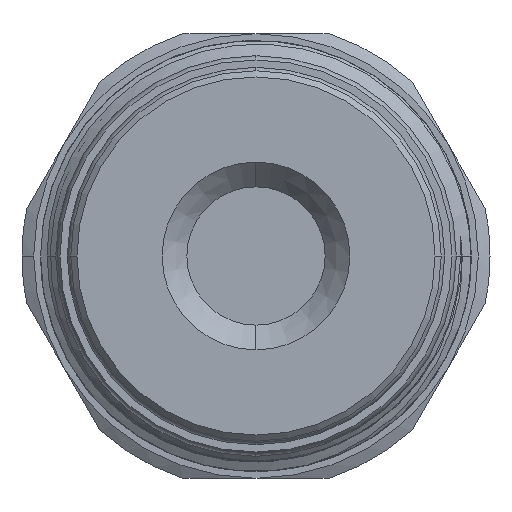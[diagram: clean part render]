
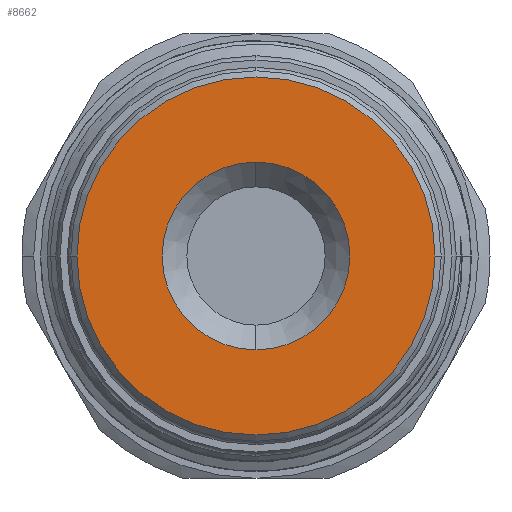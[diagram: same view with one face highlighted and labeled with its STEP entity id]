
A CAD part, left-side view. The second image highlights one B-rep face of the part: STEP entity #8662.
In plain terms, the highlighted planar face has unit normal (-1, 0, 0).
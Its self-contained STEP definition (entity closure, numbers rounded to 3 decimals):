
#122 = ORIENTED_EDGE ( 'NONE', *, *, #13281, .T. ) ;
#216 = CARTESIAN_POINT ( 'NONE',  ( -47.8, 0., 0. ) ) ;
#613 = CARTESIAN_POINT ( 'NONE',  ( -47.8, -14.5, 0. ) ) ;
#1125 = DIRECTION ( 'NONE',  ( 1., 0., 0. ) ) ;
#1530 = PLANE ( 'NONE',  #6697 ) ;
#1690 = CARTESIAN_POINT ( 'NONE',  ( -47.8, 0., 7.6 ) ) ;
#2063 = VERTEX_POINT ( 'NONE', #613 ) ;
#2064 = EDGE_LOOP ( 'NONE', ( #9923, #122 ) ) ;
#2105 = DIRECTION ( 'NONE',  ( 0., 1., 0. ) ) ;
#2202 = DIRECTION ( 'NONE',  ( 0., 1., 0. ) ) ;
#2573 = CARTESIAN_POINT ( 'NONE',  ( -47.8, 0., 0. ) ) ;
#2707 = DIRECTION ( 'NONE',  ( 0., 1., 0. ) ) ;
#2900 = EDGE_CURVE ( 'NONE', #13580, #2063, #3515, .T. ) ;
#3055 = VERTEX_POINT ( 'NONE', #5633 ) ;
#3515 = CIRCLE ( 'NONE', #12001, 14.5 ) ;
#3657 = DIRECTION ( 'NONE',  ( 0., 1., 0. ) ) ;
#4336 = FACE_OUTER_BOUND ( 'NONE', #2064, .T. ) ;
#4654 = FACE_BOUND ( 'NONE', #6859, .T. ) ;
#4755 = DIRECTION ( 'NONE',  ( 1., 0., 0. ) ) ;
#4940 = CIRCLE ( 'NONE', #11613, 7.6 ) ;
#5543 = CARTESIAN_POINT ( 'NONE',  ( -47.8, 14.5, 0. ) ) ;
#5633 = CARTESIAN_POINT ( 'NONE',  ( -47.8, 0., -7.6 ) ) ;
#6697 = AXIS2_PLACEMENT_3D ( 'NONE', #2573, #9950, #3657 ) ;
#6737 = CIRCLE ( 'NONE', #7463, 14.5 ) ;
#6859 = EDGE_LOOP ( 'NONE', ( #12096, #11933 ) ) ;
#6987 = EDGE_CURVE ( 'NONE', #3055, #12495, #4940, .T. ) ;
#7321 = DIRECTION ( 'NONE',  ( -1., 0., 0. ) ) ;
#7463 = AXIS2_PLACEMENT_3D ( 'NONE', #216, #9628, #2202 ) ;
#7499 = CARTESIAN_POINT ( 'NONE',  ( -47.8, 0., 0. ) ) ;
#7969 = CARTESIAN_POINT ( 'NONE',  ( -47.8, 0., 0. ) ) ;
#8537 = DIRECTION ( 'NONE',  ( 0., 1., 0. ) ) ;
#8662 = ADVANCED_FACE ( 'NONE', ( #4336, #4654 ), #1530, .F. ) ;
#9628 = DIRECTION ( 'NONE',  ( -1., 0., 0. ) ) ;
#9923 = ORIENTED_EDGE ( 'NONE', *, *, #2900, .T. ) ;
#9950 = DIRECTION ( 'NONE',  ( 1., 0., 0. ) ) ;
#10452 = CARTESIAN_POINT ( 'NONE',  ( -47.8, 0., 0. ) ) ;
#11613 = AXIS2_PLACEMENT_3D ( 'NONE', #7499, #1125, #8537 ) ;
#11933 = ORIENTED_EDGE ( 'NONE', *, *, #6987, .T. ) ;
#12001 = AXIS2_PLACEMENT_3D ( 'NONE', #10452, #7321, #2105 ) ;
#12096 = ORIENTED_EDGE ( 'NONE', *, *, #13615, .T. ) ;
#12494 = CIRCLE ( 'NONE', #13176, 7.6 ) ;
#12495 = VERTEX_POINT ( 'NONE', #1690 ) ;
#13176 = AXIS2_PLACEMENT_3D ( 'NONE', #7969, #4755, #2707 ) ;
#13281 = EDGE_CURVE ( 'NONE', #2063, #13580, #6737, .T. ) ;
#13580 = VERTEX_POINT ( 'NONE', #5543 ) ;
#13615 = EDGE_CURVE ( 'NONE', #12495, #3055, #12494, .T. ) ;
